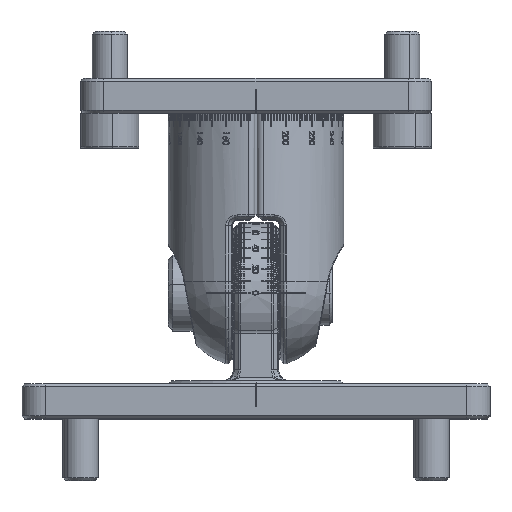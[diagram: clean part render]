
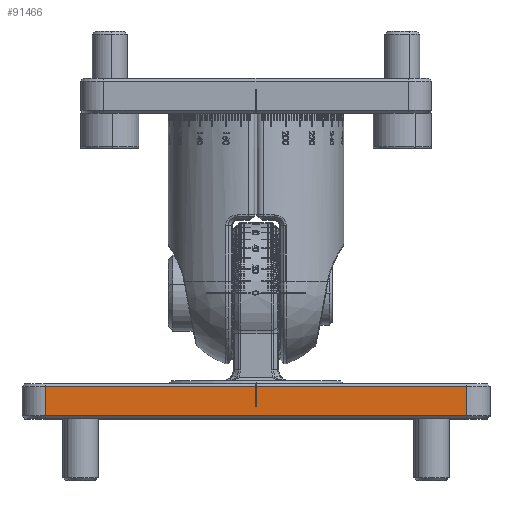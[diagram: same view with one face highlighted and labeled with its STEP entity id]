
A CAD part, top view. The second image highlights one B-rep face of the part: STEP entity #91466.
In plain terms, the highlighted planar face has unit normal (0, 0, 1).
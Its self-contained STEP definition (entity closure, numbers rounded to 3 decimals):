
#3247 = CARTESIAN_POINT ( 'NONE',  ( -39.95, 3.75, 0. ) ) ;
#5943 = CARTESIAN_POINT ( 'NONE',  ( -39.95, 5.5, 0. ) ) ;
#6571 = ORIENTED_EDGE ( 'NONE', *, *, #202922, .T. ) ;
#8925 = FACE_OUTER_BOUND ( 'NONE', #52736, .T. ) ;
#11172 = CARTESIAN_POINT ( 'NONE',  ( -80., 5.5, 0. ) ) ;
#12525 = ORIENTED_EDGE ( 'NONE', *, *, #96548, .T. ) ;
#14824 = VERTEX_POINT ( 'NONE', #133467 ) ;
#15683 = CARTESIAN_POINT ( 'NONE',  ( -40.05, 2.583, 0. ) ) ;
#17040 = CARTESIAN_POINT ( 'NONE',  ( -4., 0.5, 0. ) ) ;
#18275 = CARTESIAN_POINT ( 'NONE',  ( -39.95, 2.583, 0. ) ) ;
#23709 = ORIENTED_EDGE ( 'NONE', *, *, #100787, .T. ) ;
#34063 = CARTESIAN_POINT ( 'NONE',  ( -76., 0., 0. ) ) ;
#34261 = CARTESIAN_POINT ( 'NONE',  ( -39.95, 2., 0. ) ) ;
#38655 = B_SPLINE_CURVE_WITH_KNOTS ( 'NONE', 3,
 ( #99431, #181661, #3247, #18275, #34261 ),
 .UNSPECIFIED., .F., .F.,
 ( 4, 1, 4 ),
 ( 0., 0.5, 1. ),
 .UNSPECIFIED. ) ;
#38892 = CARTESIAN_POINT ( 'NONE',  ( -80., 6., 0. ) ) ;
#42147 = ORIENTED_EDGE ( 'NONE', *, *, #150435, .T. ) ;
#47002 = CARTESIAN_POINT ( 'NONE',  ( -39.95, 2., 0. ) ) ;
#48826 = EDGE_CURVE ( 'NONE', #70422, #77109, #51127, .T. ) ;
#51127 = LINE ( 'NONE', #34063, #166202 ) ;
#52736 = EDGE_LOOP ( 'NONE', ( #93254, #23709, #80358, #187841, #42147, #6571, #12525, #109386 ) ) ;
#55450 = CARTESIAN_POINT ( 'NONE',  ( -4., 0.5, 0. ) ) ;
#64805 = CARTESIAN_POINT ( 'NONE',  ( -40.05, 3.75, 0. ) ) ;
#68368 = VERTEX_POINT ( 'NONE', #201487 ) ;
#69219 = VERTEX_POINT ( 'NONE', #47002 ) ;
#70422 = VERTEX_POINT ( 'NONE', #161471 ) ;
#77109 = VERTEX_POINT ( 'NONE', #97853 ) ;
#80259 = CARTESIAN_POINT ( 'NONE',  ( -39.967, 2., 0. ) ) ;
#80358 = ORIENTED_EDGE ( 'NONE', *, *, #106172, .T. ) ;
#86569 = CARTESIAN_POINT ( 'NONE',  ( -40., 2., 0. ) ) ;
#87217 = VERTEX_POINT ( 'NONE', #133645 ) ;
#91466 = ADVANCED_FACE ( 'NONE', ( #8925 ), #104049, .F. ) ;
#93190 = VECTOR ( 'NONE', #121850, 1000. ) ;
#93254 = ORIENTED_EDGE ( 'NONE', *, *, #144460, .T. ) ;
#96548 = EDGE_CURVE ( 'NONE', #87217, #100910, #199811, .T. ) ;
#97853 = CARTESIAN_POINT ( 'NONE',  ( -76., 0.5, 0. ) ) ;
#98719 = VECTOR ( 'NONE', #120648, 1000. ) ;
#99431 = CARTESIAN_POINT ( 'NONE',  ( -39.95, 5.5, 0. ) ) ;
#100787 = EDGE_CURVE ( 'NONE', #14824, #68368, #146362, .T. ) ;
#100906 = AXIS2_PLACEMENT_3D ( 'NONE', #38892, #107214, #203330 ) ;
#100910 = VERTEX_POINT ( 'NONE', #5943 ) ;
#104049 = PLANE ( 'NONE',  #100906 ) ;
#106172 = EDGE_CURVE ( 'NONE', #68368, #70422, #121261, .T. ) ;
#107214 = DIRECTION ( 'NONE',  ( 0., 0., -1. ) ) ;
#109386 = ORIENTED_EDGE ( 'NONE', *, *, #207636, .T. ) ;
#114784 = VECTOR ( 'NONE', #124425, 1000. ) ;
#120648 = DIRECTION ( 'NONE',  ( 1., 0., 0. ) ) ;
#121261 = LINE ( 'NONE', #11172, #114784 ) ;
#121850 = DIRECTION ( 'NONE',  ( -1., 0., 0. ) ) ;
#124425 = DIRECTION ( 'NONE',  ( -1., 0., 0. ) ) ;
#129298 = B_SPLINE_CURVE_WITH_KNOTS ( 'NONE', 3,
 ( #161428, #80259, #86569, #198710, #184811 ),
 .UNSPECIFIED., .F., .F.,
 ( 4, 1, 4 ),
 ( 0., 0.5, 1. ),
 .UNSPECIFIED. ) ;
#133467 = CARTESIAN_POINT ( 'NONE',  ( -40.05, 2., 0. ) ) ;
#133645 = CARTESIAN_POINT ( 'NONE',  ( -4., 5.5, 0. ) ) ;
#143699 = CARTESIAN_POINT ( 'NONE',  ( -4., 6., 0. ) ) ;
#144460 = EDGE_CURVE ( 'NONE', #69219, #14824, #129298, .T. ) ;
#146362 = B_SPLINE_CURVE_WITH_KNOTS ( 'NONE', 3,
 ( #160978, #15683, #64805, #163060, #159912 ),
 .UNSPECIFIED., .F., .F.,
 ( 4, 1, 4 ),
 ( 0., 0.5, 1. ),
 .UNSPECIFIED. ) ;
#150435 = EDGE_CURVE ( 'NONE', #77109, #180785, #201783, .T. ) ;
#159912 = CARTESIAN_POINT ( 'NONE',  ( -40.05, 5.5, 0. ) ) ;
#160978 = CARTESIAN_POINT ( 'NONE',  ( -40.05, 2., 0. ) ) ;
#161428 = CARTESIAN_POINT ( 'NONE',  ( -39.95, 2., 0. ) ) ;
#161471 = CARTESIAN_POINT ( 'NONE',  ( -76., 5.5, 0. ) ) ;
#161794 = LINE ( 'NONE', #143699, #182323 ) ;
#163060 = CARTESIAN_POINT ( 'NONE',  ( -40.05, 4.917, 0. ) ) ;
#166202 = VECTOR ( 'NONE', #195387, 1000. ) ;
#180785 = VERTEX_POINT ( 'NONE', #17040 ) ;
#181661 = CARTESIAN_POINT ( 'NONE',  ( -39.95, 4.917, 0. ) ) ;
#182323 = VECTOR ( 'NONE', #208810, 1000. ) ;
#184811 = CARTESIAN_POINT ( 'NONE',  ( -40.05, 2., 0. ) ) ;
#184874 = CARTESIAN_POINT ( 'NONE',  ( -80., 5.5, 0. ) ) ;
#187841 = ORIENTED_EDGE ( 'NONE', *, *, #48826, .T. ) ;
#195387 = DIRECTION ( 'NONE',  ( 0., -1., 0. ) ) ;
#198710 = CARTESIAN_POINT ( 'NONE',  ( -40.033, 2., 0. ) ) ;
#199811 = LINE ( 'NONE', #184874, #93190 ) ;
#201487 = CARTESIAN_POINT ( 'NONE',  ( -40.05, 5.5, 0. ) ) ;
#201783 = LINE ( 'NONE', #55450, #98719 ) ;
#202922 = EDGE_CURVE ( 'NONE', #180785, #87217, #161794, .T. ) ;
#203330 = DIRECTION ( 'NONE',  ( -1., 0., 0. ) ) ;
#207636 = EDGE_CURVE ( 'NONE', #100910, #69219, #38655, .T. ) ;
#208810 = DIRECTION ( 'NONE',  ( 0., 1., 0. ) ) ;
